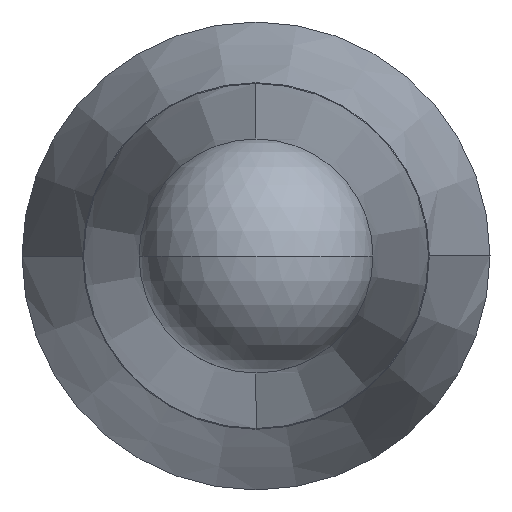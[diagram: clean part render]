
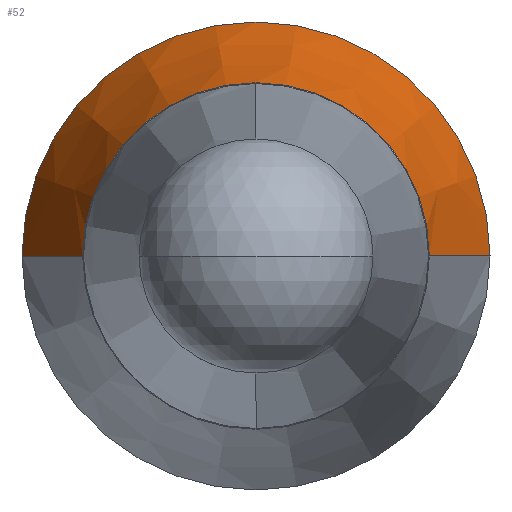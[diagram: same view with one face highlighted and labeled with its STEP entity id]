
A CAD part, front view. The second image highlights one B-rep face of the part: STEP entity #52.
In plain terms, the highlighted conical face has half-angle 15 degrees and reference radius 4.703 mm.
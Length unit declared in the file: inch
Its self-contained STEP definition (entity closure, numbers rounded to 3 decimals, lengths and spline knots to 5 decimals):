
#31 = AXIS2_PLACEMENT_3D ( 'NONE', #189, #266, #519 ) ;
#42 = ORIENTED_EDGE ( 'NONE', *, *, #209, .T. ) ;
#52 = ADVANCED_FACE ( 'NONE', ( #172 ), #73, .T. ) ;
#53 = VERTEX_POINT ( 'NONE', #138 ) ;
#73 = CONICAL_SURFACE ( 'NONE', #205, 0.18515, 0.262 ) ;
#74 = DIRECTION ( 'NONE',  ( 0., 1., 0. ) ) ;
#75 = CARTESIAN_POINT ( 'NONE',  ( -0.18515, 1.5, 0. ) ) ;
#87 = CARTESIAN_POINT ( 'NONE',  ( -0.18515, 1.5, 0. ) ) ;
#92 = ORIENTED_EDGE ( 'NONE', *, *, #440, .F. ) ;
#97 = CIRCLE ( 'NONE', #162, 0.25 ) ;
#138 = CARTESIAN_POINT ( 'NONE',  ( 0.25, 1.74202, 0. ) ) ;
#152 = EDGE_CURVE ( 'NONE', #241, #247, #472, .T. ) ;
#157 = CARTESIAN_POINT ( 'NONE',  ( 0.18515, 1.5, 0. ) ) ;
#162 = AXIS2_PLACEMENT_3D ( 'NONE', #194, #74, #263 ) ;
#172 = FACE_OUTER_BOUND ( 'NONE', #327, .T. ) ;
#178 = DIRECTION ( 'NONE',  ( -1., 0., 0. ) ) ;
#189 = CARTESIAN_POINT ( 'NONE',  ( 0., 1.5, 0. ) ) ;
#194 = CARTESIAN_POINT ( 'NONE',  ( 0., 1.74202, 0. ) ) ;
#198 = EDGE_CURVE ( 'NONE', #241, #358, #302, .T. ) ;
#205 = AXIS2_PLACEMENT_3D ( 'NONE', #336, #501, #178 ) ;
#209 = EDGE_CURVE ( 'NONE', #358, #53, #224, .T. ) ;
#224 = LINE ( 'NONE', #157, #360 ) ;
#241 = VERTEX_POINT ( 'NONE', #87 ) ;
#247 = VERTEX_POINT ( 'NONE', #400 ) ;
#263 = DIRECTION ( 'NONE',  ( -1., 0., 0. ) ) ;
#266 = DIRECTION ( 'NONE',  ( 0., 1., 0. ) ) ;
#269 = DIRECTION ( 'NONE',  ( -0.259, 0.966, 0. ) ) ;
#302 = CIRCLE ( 'NONE', #31, 0.18515 ) ;
#307 = ORIENTED_EDGE ( 'NONE', *, *, #152, .F. ) ;
#311 = ORIENTED_EDGE ( 'NONE', *, *, #198, .T. ) ;
#316 = DIRECTION ( 'NONE',  ( 0.259, 0.966, 0. ) ) ;
#327 = EDGE_LOOP ( 'NONE', ( #311, #42, #92, #307 ) ) ;
#336 = CARTESIAN_POINT ( 'NONE',  ( 0., 1.5, 0. ) ) ;
#358 = VERTEX_POINT ( 'NONE', #449 ) ;
#360 = VECTOR ( 'NONE', #316, 39.37008 ) ;
#385 = VECTOR ( 'NONE', #269, 39.37008 ) ;
#400 = CARTESIAN_POINT ( 'NONE',  ( -0.25, 1.74202, 0. ) ) ;
#440 = EDGE_CURVE ( 'NONE', #247, #53, #97, .T. ) ;
#449 = CARTESIAN_POINT ( 'NONE',  ( 0.18515, 1.5, 0. ) ) ;
#472 = LINE ( 'NONE', #75, #385 ) ;
#501 = DIRECTION ( 'NONE',  ( 0., 1., 0. ) ) ;
#519 = DIRECTION ( 'NONE',  ( -1., 0., 0. ) ) ;
